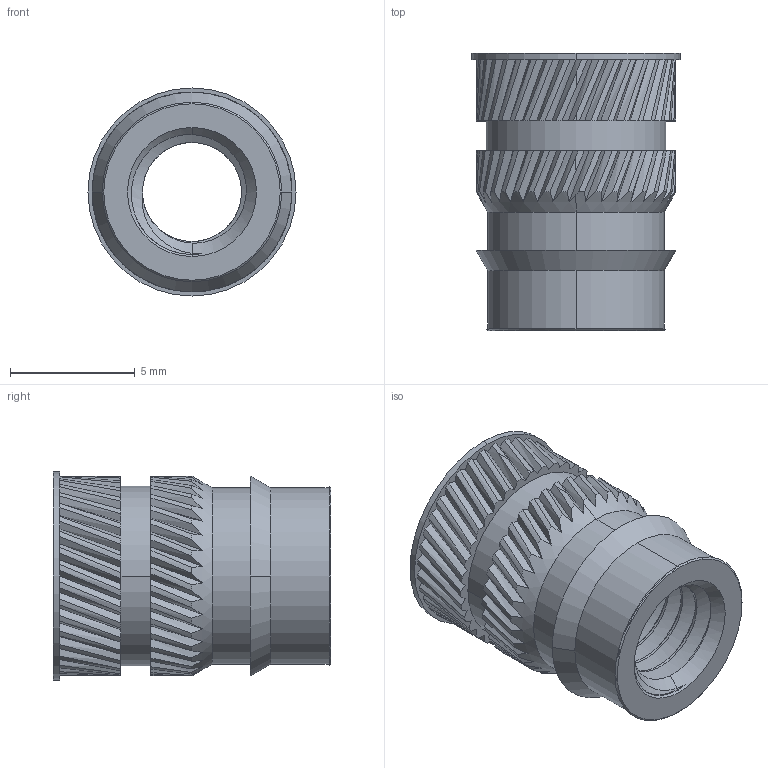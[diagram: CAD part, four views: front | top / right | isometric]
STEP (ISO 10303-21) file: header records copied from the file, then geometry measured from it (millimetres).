
FILE_DESCRIPTION (( 'STEP AP203' ), '1' );
FILE_NAME ('94180A363.STEP', '2018-04-19T12:47:02', ( '' ), ( '' ), 'SwSTEP 2.0', 'SolidWorks 2014', '' );
FILE_SCHEMA (( 'CONFIG_CONTROL_DESIGN' ));
Length unit declared in the file: millimetre
Products named in the file (1): 94180A363
Bounding box: 8.33 x 11.1 x 8.33 mm (x, y, z)
Volume: 308.1 mm3; surface area: 659.6 mm2
Topology: 1 solids, 1 shells, 274 faces, 798 edges, 531 vertices
Faces by surface type: bspline 147, cylinder 109, cone 11, plane 7
Entity records: 13355 total; most frequent: CARTESIAN_POINT 8003, ORIENTED_EDGE 1596, EDGE_CURVE 798, DIRECTION 653, VERTEX_POINT 531, AXIS2_PLACEMENT_3D 303, EDGE_LOOP 281, ADVANCED_FACE 274
